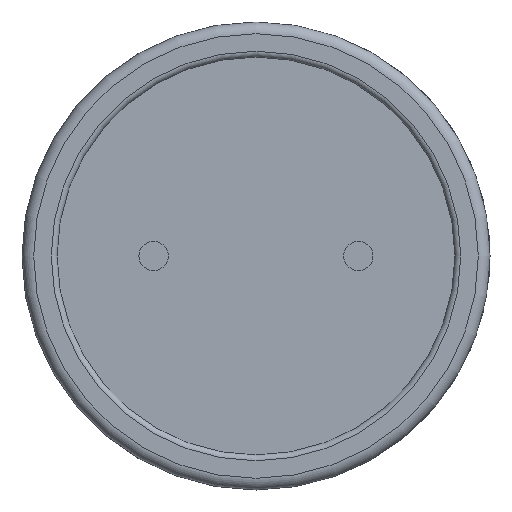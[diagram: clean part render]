
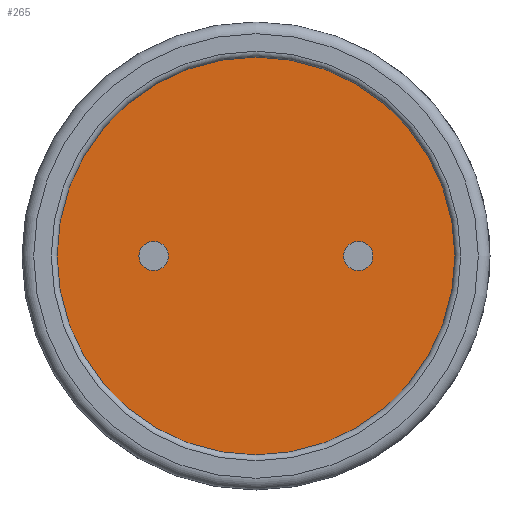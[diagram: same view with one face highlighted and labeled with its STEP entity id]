
A CAD part, front view. The second image highlights one B-rep face of the part: STEP entity #265.
In plain terms, the highlighted planar face has unit normal (0, -1, 0).
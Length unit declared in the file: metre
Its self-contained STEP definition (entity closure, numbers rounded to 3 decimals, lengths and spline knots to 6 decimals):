
#46=ORIENTED_EDGE('',*,*,#102,.T.);
#102=EDGE_CURVE('',#130,#130,#153,.T.);
#130=VERTEX_POINT('',#515);
#153=CIRCLE('',#353,0.0034);
#173=EDGE_LOOP('',(#46));
#212=FACE_BOUND('',#173,.T.);
#251=PLANE('',#352);
#265=ADVANCED_FACE('',(#212),#251,.T.);
#352=AXIS2_PLACEMENT_3D('',#513,#407,#408);
#353=AXIS2_PLACEMENT_3D('',#514,#409,#410);
#407=DIRECTION('',(0.,-1.,0.));
#408=DIRECTION('',(0.,0.,-1.));
#409=DIRECTION('',(0.,-1.,0.));
#410=DIRECTION('',(0.,0.,-1.));
#513=CARTESIAN_POINT('',(0.,0.0001,0.));
#514=CARTESIAN_POINT('',(0.,0.0001,0.));
#515=CARTESIAN_POINT('',(0.,0.0001,-0.0034));
